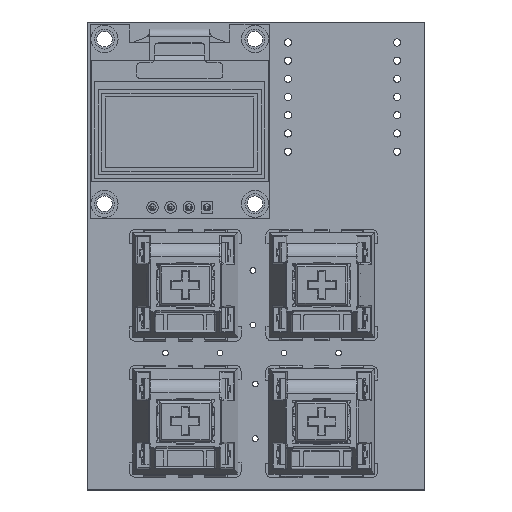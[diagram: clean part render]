
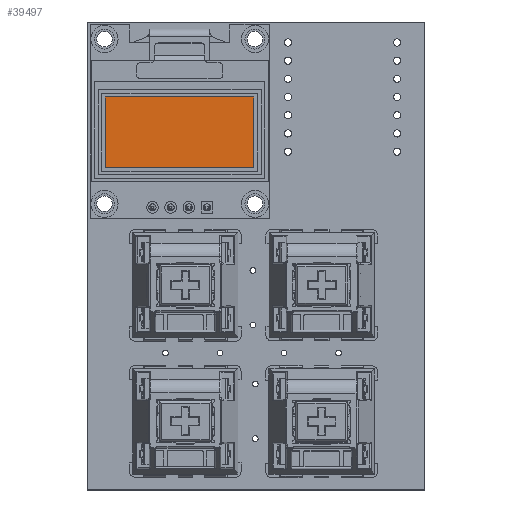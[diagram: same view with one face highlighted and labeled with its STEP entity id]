
A CAD part, top view. The second image highlights one B-rep face of the part: STEP entity #39497.
In plain terms, the highlighted planar face has unit normal (0, 0, 1).
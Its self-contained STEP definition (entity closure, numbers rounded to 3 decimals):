
#39365 = EDGE_CURVE('',#39366,#39368,#39370,.T.);
#39366 = VERTEX_POINT('',#39367);
#39367 = CARTESIAN_POINT('',(-10.37,3.41,5.24));
#39368 = VERTEX_POINT('',#39369);
#39369 = CARTESIAN_POINT('',(-10.37,-6.45,5.24));
#39370 = LINE('',#39371,#39372);
#39371 = CARTESIAN_POINT('',(-10.37,3.41,5.24));
#39372 = VECTOR('',#39373,1.);
#39373 = DIRECTION('',(0.,-1.,0.));
#39405 = EDGE_CURVE('',#39368,#39406,#39408,.T.);
#39406 = VERTEX_POINT('',#39407);
#39407 = CARTESIAN_POINT('',(10.37,-6.45,5.24));
#39408 = LINE('',#39409,#39410);
#39409 = CARTESIAN_POINT('',(-10.37,-6.45,5.24));
#39410 = VECTOR('',#39411,1.);
#39411 = DIRECTION('',(1.,0.,-0.));
#39436 = EDGE_CURVE('',#39406,#39437,#39439,.T.);
#39437 = VERTEX_POINT('',#39438);
#39438 = CARTESIAN_POINT('',(10.37,3.41,5.24));
#39439 = LINE('',#39440,#39441);
#39440 = CARTESIAN_POINT('',(10.37,-6.45,5.24));
#39441 = VECTOR('',#39442,1.);
#39442 = DIRECTION('',(-0.,1.,-0.));
#39467 = EDGE_CURVE('',#39437,#39366,#39468,.T.);
#39468 = LINE('',#39469,#39470);
#39469 = CARTESIAN_POINT('',(10.37,3.41,5.24));
#39470 = VECTOR('',#39471,1.);
#39471 = DIRECTION('',(-1.,-0.,0.));
#39497 = ADVANCED_FACE('',(#39498),#39504,.T.);
#39498 = FACE_BOUND('',#39499,.T.);
#39499 = EDGE_LOOP('',(#39500,#39501,#39502,#39503));
#39500 = ORIENTED_EDGE('',*,*,#39467,.T.);
#39501 = ORIENTED_EDGE('',*,*,#39365,.T.);
#39502 = ORIENTED_EDGE('',*,*,#39405,.T.);
#39503 = ORIENTED_EDGE('',*,*,#39436,.T.);
#39504 = PLANE('',#39505);
#39505 = AXIS2_PLACEMENT_3D('',#39506,#39507,#39508);
#39506 = CARTESIAN_POINT('',(0.,-0.,5.24));
#39507 = DIRECTION('',(0.,0.,1.));
#39508 = DIRECTION('',(-0.,1.,0.));
